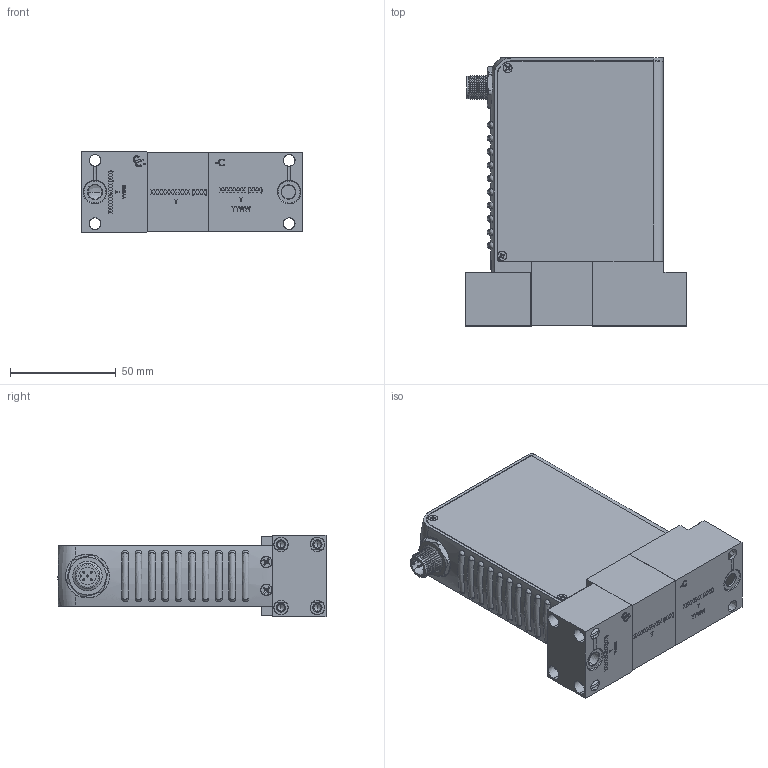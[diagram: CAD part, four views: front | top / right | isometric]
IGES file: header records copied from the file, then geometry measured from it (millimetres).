
Start section: SolidWorks IGES file using analytic representation for surfaces
Global section: file name: GF100-GF120-GF125-AS-DX.IGS; native system: SolidWorks 2020; preprocessor: SolidWorks 2020; author: CFehr; date: 220211.134636; units: inch
Bounding box: 104.95 x 127 x 38.73 mm (x, y, z)
Volume: 84130.6 mm3; surface area: 90755.9 mm2
Topology: 35 solids, 35 shells, 3170 faces, 8537 edges, 5571 vertices
Faces by surface type: plane 1855, revolution 872, bspline 443
